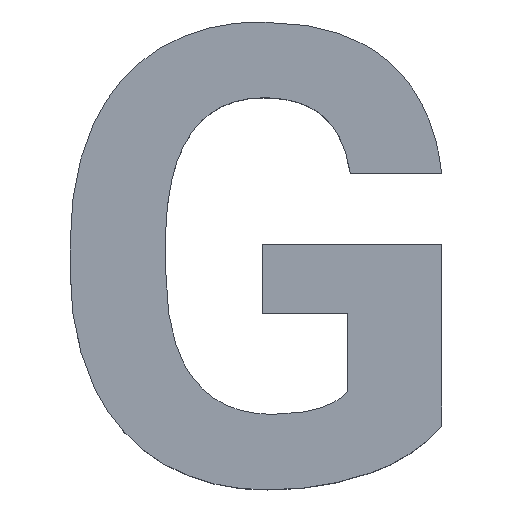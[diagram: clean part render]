
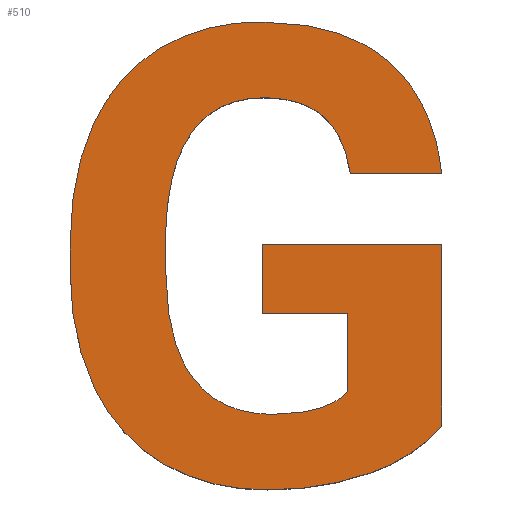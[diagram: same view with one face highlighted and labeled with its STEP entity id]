
A CAD part, top view. The second image highlights one B-rep face of the part: STEP entity #510.
In plain terms, the highlighted planar face has unit normal (0, 0, 1).
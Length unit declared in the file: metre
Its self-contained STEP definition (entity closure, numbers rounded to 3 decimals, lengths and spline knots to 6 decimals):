
#12=B_SPLINE_CURVE_WITH_KNOTS('',2,(#708,#709,#710),.UNSPECIFIED.,.F.,.F.,
(3,3),(0.,1.),.PIECEWISE_BEZIER_KNOTS.);
#14=B_SPLINE_CURVE_WITH_KNOTS('',2,(#725,#726,#727),.UNSPECIFIED.,.F.,.F.,
(3,3),(0.,1.),.PIECEWISE_BEZIER_KNOTS.);
#16=B_SPLINE_CURVE_WITH_KNOTS('',2,(#742,#743,#744),.UNSPECIFIED.,.F.,.F.,
(3,3),(0.,1.),.PIECEWISE_BEZIER_KNOTS.);
#18=B_SPLINE_CURVE_WITH_KNOTS('',2,(#765,#766,#767),.UNSPECIFIED.,.F.,.F.,
(3,3),(0.,1.),.PIECEWISE_BEZIER_KNOTS.);
#20=B_SPLINE_CURVE_WITH_KNOTS('',2,(#782,#783,#784),.UNSPECIFIED.,.F.,.F.,
(3,3),(0.,1.),.PIECEWISE_BEZIER_KNOTS.);
#22=B_SPLINE_CURVE_WITH_KNOTS('',2,(#799,#800,#801),.UNSPECIFIED.,.F.,.F.,
(3,3),(0.,1.),.PIECEWISE_BEZIER_KNOTS.);
#24=B_SPLINE_CURVE_WITH_KNOTS('',2,(#816,#817,#818),.UNSPECIFIED.,.F.,.F.,
(3,3),(0.,1.),.PIECEWISE_BEZIER_KNOTS.);
#26=B_SPLINE_CURVE_WITH_KNOTS('',2,(#839,#840,#841),.UNSPECIFIED.,.F.,.F.,
(3,3),(0.,1.),.PIECEWISE_BEZIER_KNOTS.);
#28=B_SPLINE_CURVE_WITH_KNOTS('',2,(#856,#857,#858),.UNSPECIFIED.,.F.,.F.,
(3,3),(0.,1.),.PIECEWISE_BEZIER_KNOTS.);
#30=B_SPLINE_CURVE_WITH_KNOTS('',2,(#885,#886,#887),.UNSPECIFIED.,.F.,.F.,
(3,3),(0.,1.),.PIECEWISE_BEZIER_KNOTS.);
#51=PLANE('',#554);
#54=LINE('',#671,#95);
#57=LINE('',#677,#98);
#60=LINE('',#683,#101);
#63=LINE('',#689,#104);
#66=LINE('',#695,#107);
#72=LINE('',#752,#113);
#79=LINE('',#826,#120);
#87=LINE('',#895,#128);
#95=VECTOR('',#567,1.);
#98=VECTOR('',#572,1.);
#101=VECTOR('',#577,1.);
#104=VECTOR('',#582,1.);
#107=VECTOR('',#587,1.);
#113=VECTOR('',#595,1.);
#120=VECTOR('',#604,1.);
#128=VECTOR('',#626,1.);
#259=ORIENTED_EDGE('',*,*,#284,.F.);
#260=ORIENTED_EDGE('',*,*,#288,.F.);
#261=ORIENTED_EDGE('',*,*,#291,.F.);
#262=ORIENTED_EDGE('',*,*,#294,.F.);
#263=ORIENTED_EDGE('',*,*,#297,.F.);
#264=ORIENTED_EDGE('',*,*,#300,.F.);
#265=ORIENTED_EDGE('',*,*,#303,.F.);
#266=ORIENTED_EDGE('',*,*,#306,.F.);
#267=ORIENTED_EDGE('',*,*,#309,.F.);
#268=ORIENTED_EDGE('',*,*,#312,.F.);
#269=ORIENTED_EDGE('',*,*,#315,.F.);
#270=ORIENTED_EDGE('',*,*,#318,.F.);
#271=ORIENTED_EDGE('',*,*,#321,.F.);
#272=ORIENTED_EDGE('',*,*,#324,.F.);
#273=ORIENTED_EDGE('',*,*,#327,.F.);
#274=ORIENTED_EDGE('',*,*,#330,.F.);
#275=ORIENTED_EDGE('',*,*,#333,.F.);
#276=ORIENTED_EDGE('',*,*,#336,.F.);
#277=ORIENTED_EDGE('',*,*,#339,.F.);
#278=ORIENTED_EDGE('',*,*,#342,.F.);
#279=ORIENTED_EDGE('',*,*,#345,.F.);
#280=ORIENTED_EDGE('',*,*,#348,.F.);
#281=ORIENTED_EDGE('',*,*,#351,.F.);
#282=ORIENTED_EDGE('',*,*,#354,.F.);
#283=ORIENTED_EDGE('',*,*,#357,.F.);
#284=EDGE_CURVE('',#359,#360,#409,.F.);
#288=EDGE_CURVE('',#363,#359,#54,.T.);
#291=EDGE_CURVE('',#365,#363,#57,.T.);
#294=EDGE_CURVE('',#367,#365,#60,.T.);
#297=EDGE_CURVE('',#369,#367,#63,.T.);
#300=EDGE_CURVE('',#371,#369,#66,.T.);
#303=EDGE_CURVE('',#373,#371,#12,.T.);
#306=EDGE_CURVE('',#375,#373,#14,.T.);
#309=EDGE_CURVE('',#377,#375,#16,.T.);
#312=EDGE_CURVE('',#379,#377,#72,.T.);
#315=EDGE_CURVE('',#381,#379,#18,.T.);
#318=EDGE_CURVE('',#383,#381,#20,.T.);
#321=EDGE_CURVE('',#385,#383,#22,.T.);
#324=EDGE_CURVE('',#387,#385,#24,.T.);
#327=EDGE_CURVE('',#389,#387,#79,.T.);
#330=EDGE_CURVE('',#391,#389,#26,.T.);
#333=EDGE_CURVE('',#393,#391,#28,.T.);
#336=EDGE_CURVE('',#395,#393,#411,.F.);
#339=EDGE_CURVE('',#397,#395,#413,.F.);
#342=EDGE_CURVE('',#399,#397,#30,.T.);
#345=EDGE_CURVE('',#401,#399,#87,.T.);
#348=EDGE_CURVE('',#403,#401,#415,.F.);
#351=EDGE_CURVE('',#405,#403,#417,.F.);
#354=EDGE_CURVE('',#407,#405,#419,.F.);
#357=EDGE_CURVE('',#360,#407,#421,.F.);
#359=VERTEX_POINT('',#663);
#360=VERTEX_POINT('',#664);
#363=VERTEX_POINT('',#672);
#365=VERTEX_POINT('',#678);
#367=VERTEX_POINT('',#684);
#369=VERTEX_POINT('',#690);
#371=VERTEX_POINT('',#696);
#373=VERTEX_POINT('',#711);
#375=VERTEX_POINT('',#728);
#377=VERTEX_POINT('',#745);
#379=VERTEX_POINT('',#753);
#381=VERTEX_POINT('',#768);
#383=VERTEX_POINT('',#785);
#385=VERTEX_POINT('',#802);
#387=VERTEX_POINT('',#819);
#389=VERTEX_POINT('',#827);
#391=VERTEX_POINT('',#842);
#393=VERTEX_POINT('',#859);
#395=VERTEX_POINT('',#867);
#397=VERTEX_POINT('',#873);
#399=VERTEX_POINT('',#888);
#401=VERTEX_POINT('',#896);
#403=VERTEX_POINT('',#902);
#405=VERTEX_POINT('',#908);
#407=VERTEX_POINT('',#914);
#409=CIRCLE('',#525,0.000675);
#411=CIRCLE('',#535,0.000787);
#413=CIRCLE('',#538,0.000701);
#415=CIRCLE('',#542,0.00109);
#417=CIRCLE('',#545,0.000708);
#419=CIRCLE('',#548,0.000838);
#421=CIRCLE('',#551,0.001235);
#449=EDGE_LOOP('',(#259,#260,#261,#262,#263,#264,#265,#266,#267,#268,#269,
#270,#271,#272,#273,#274,#275,#276,#277,#278,#279,#280,#281,#282,#283));
#476=FACE_BOUND('',#449,.T.);
#510=ADVANCED_FACE('',(#476),#51,.T.);
#525=AXIS2_PLACEMENT_3D('',#662,#559,#560);
#535=AXIS2_PLACEMENT_3D('',#866,#611,#612);
#538=AXIS2_PLACEMENT_3D('',#872,#618,#619);
#542=AXIS2_PLACEMENT_3D('',#901,#631,#632);
#545=AXIS2_PLACEMENT_3D('',#907,#638,#639);
#548=AXIS2_PLACEMENT_3D('',#913,#645,#646);
#551=AXIS2_PLACEMENT_3D('',#919,#652,#653);
#554=AXIS2_PLACEMENT_3D('',#922,#658,#659);
#559=DIRECTION('',(0.,0.,1.));
#560=DIRECTION('',(1.,0.,0.));
#567=DIRECTION('',(0.,-1.,0.));
#572=DIRECTION('',(1.,0.,0.));
#577=DIRECTION('',(0.,1.,0.));
#582=DIRECTION('',(-1.,0.,0.));
#587=DIRECTION('',(0.,1.,0.));
#595=DIRECTION('',(0.,-1.,0.));
#604=DIRECTION('',(-1.,0.,0.));
#611=DIRECTION('',(0.,0.,1.));
#612=DIRECTION('',(1.,0.,0.));
#618=DIRECTION('',(0.,0.,1.));
#619=DIRECTION('',(1.,0.,0.));
#626=DIRECTION('',(0.,1.,0.));
#631=DIRECTION('',(0.,0.,1.));
#632=DIRECTION('',(1.,0.,0.));
#638=DIRECTION('',(0.,0.,1.));
#639=DIRECTION('',(1.,0.,0.));
#645=DIRECTION('',(0.,0.,1.));
#646=DIRECTION('',(1.,0.,0.));
#652=DIRECTION('',(0.,0.,1.));
#653=DIRECTION('',(1.,0.,0.));
#658=DIRECTION('',(0.,0.,1.));
#659=DIRECTION('',(1.,0.,0.));
#662=CARTESIAN_POINT('',(0.159658,0.012207,0.0095));
#663=CARTESIAN_POINT('',(0.160161,0.011757,0.0095));
#664=CARTESIAN_POINT('',(0.159865,0.011564,0.0095));
#671=CARTESIAN_POINT('',(0.16016,0.012132,0.0095));
#672=CARTESIAN_POINT('',(0.16016,0.012506,0.0095));
#677=CARTESIAN_POINT('',(0.159791,0.012506,0.0095));
#678=CARTESIAN_POINT('',(0.159422,0.012506,0.0095));
#683=CARTESIAN_POINT('',(0.159422,0.012364,0.0095));
#684=CARTESIAN_POINT('',(0.159422,0.012221,0.0095));
#689=CARTESIAN_POINT('',(0.159598,0.012221,0.0095));
#690=CARTESIAN_POINT('',(0.159774,0.012221,0.0095));
#695=CARTESIAN_POINT('',(0.159774,0.01206,0.0095));
#696=CARTESIAN_POINT('',(0.159774,0.011898,0.0095));
#708=CARTESIAN_POINT('',(0.159463,0.011805,0.0095));
#709=CARTESIAN_POINT('',(0.159681,0.011805,0.0095));
#710=CARTESIAN_POINT('',(0.159774,0.011898,0.0095));
#711=CARTESIAN_POINT('',(0.159463,0.011805,0.0095));
#725=CARTESIAN_POINT('',(0.159135,0.011956,0.0095));
#726=CARTESIAN_POINT('',(0.159247,0.011805,0.0095));
#727=CARTESIAN_POINT('',(0.159463,0.011805,0.0095));
#728=CARTESIAN_POINT('',(0.159135,0.011956,0.0095));
#742=CARTESIAN_POINT('',(0.159023,0.012402,0.0095));
#743=CARTESIAN_POINT('',(0.159023,0.012107,0.0095));
#744=CARTESIAN_POINT('',(0.159135,0.011956,0.0095));
#745=CARTESIAN_POINT('',(0.159023,0.012402,0.0095));
#752=CARTESIAN_POINT('',(0.159023,0.012462,0.0095));
#753=CARTESIAN_POINT('',(0.159023,0.012522,0.0095));
#765=CARTESIAN_POINT('',(0.159127,0.012962,0.0095));
#766=CARTESIAN_POINT('',(0.159024,0.012814,0.0095));
#767=CARTESIAN_POINT('',(0.159023,0.012522,0.0095));
#768=CARTESIAN_POINT('',(0.159127,0.012962,0.0095));
#782=CARTESIAN_POINT('',(0.159427,0.01311,0.0095));
#783=CARTESIAN_POINT('',(0.15923,0.01311,0.0095));
#784=CARTESIAN_POINT('',(0.159127,0.012962,0.0095));
#785=CARTESIAN_POINT('',(0.159427,0.01311,0.0095));
#799=CARTESIAN_POINT('',(0.15967,0.013036,0.0095));
#800=CARTESIAN_POINT('',(0.159582,0.01311,0.0095));
#801=CARTESIAN_POINT('',(0.159427,0.01311,0.0095));
#802=CARTESIAN_POINT('',(0.15967,0.013036,0.0095));
#816=CARTESIAN_POINT('',(0.159784,0.0128,0.0095));
#817=CARTESIAN_POINT('',(0.159758,0.012961,0.0095));
#818=CARTESIAN_POINT('',(0.15967,0.013036,0.0095));
#819=CARTESIAN_POINT('',(0.159784,0.0128,0.0095));
#826=CARTESIAN_POINT('',(0.159972,0.0128,0.0095));
#827=CARTESIAN_POINT('',(0.16016,0.0128,0.0095));
#839=CARTESIAN_POINT('',(0.159937,0.013263,0.0095));
#840=CARTESIAN_POINT('',(0.160126,0.013104,0.0095));
#841=CARTESIAN_POINT('',(0.16016,0.0128,0.0095));
#842=CARTESIAN_POINT('',(0.159937,0.013263,0.0095));
#856=CARTESIAN_POINT('',(0.159416,0.013423,0.0095));
#857=CARTESIAN_POINT('',(0.159749,0.013423,0.0095));
#858=CARTESIAN_POINT('',(0.159937,0.013263,0.0095));
#859=CARTESIAN_POINT('',(0.159416,0.013423,0.0095));
#866=CARTESIAN_POINT('',(0.159395,0.012635,0.0095));
#867=CARTESIAN_POINT('',(0.158997,0.013314,0.0095));
#872=CARTESIAN_POINT('',(0.159367,0.012719,0.0095));
#873=CARTESIAN_POINT('',(0.158724,0.012999,0.0095));
#885=CARTESIAN_POINT('',(0.15863,0.012513,0.0095));
#886=CARTESIAN_POINT('',(0.15863,0.012794,0.0095));
#887=CARTESIAN_POINT('',(0.158724,0.012999,0.0095));
#888=CARTESIAN_POINT('',(0.15863,0.012513,0.0095));
#895=CARTESIAN_POINT('',(0.15863,0.012449,0.0095));
#896=CARTESIAN_POINT('',(0.15863,0.012385,0.0095));
#901=CARTESIAN_POINT('',(0.15972,0.012367,0.0095));
#902=CARTESIAN_POINT('',(0.158732,0.011909,0.0095));
#907=CARTESIAN_POINT('',(0.159373,0.012212,0.0095));
#908=CARTESIAN_POINT('',(0.159015,0.011601,0.0095));
#913=CARTESIAN_POINT('',(0.159422,0.012333,0.0095));
#914=CARTESIAN_POINT('',(0.159443,0.011495,0.0095));
#919=CARTESIAN_POINT('',(0.15946,0.01273,0.0095));
#922=CARTESIAN_POINT('',(0.104891,-0.015824,0.0095));
